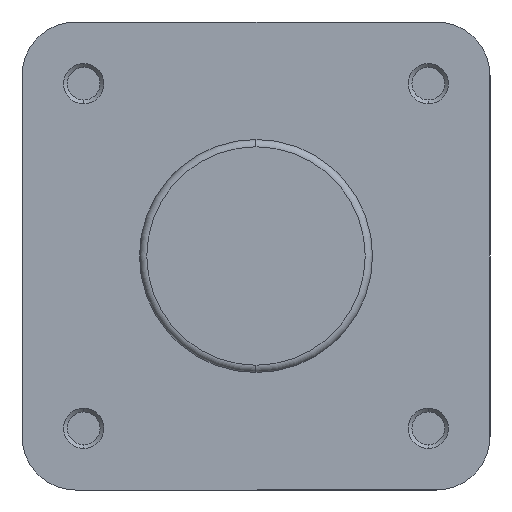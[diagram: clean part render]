
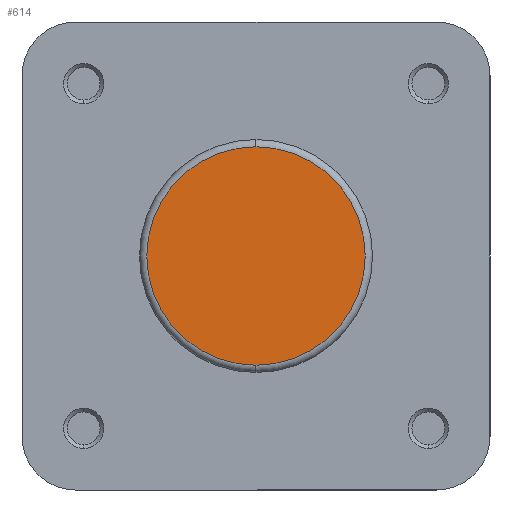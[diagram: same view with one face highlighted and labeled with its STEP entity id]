
A CAD part, left-side view. The second image highlights one B-rep face of the part: STEP entity #614.
In plain terms, the highlighted planar face has unit normal (-1, 0, 0).
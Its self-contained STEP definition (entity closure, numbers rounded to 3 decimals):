
#158 = CARTESIAN_POINT ( 'NONE',  ( 0., 0., 22.4 ) ) ;
#163 = CARTESIAN_POINT ( 'NONE',  ( 0., 0., -22.4 ) ) ;
#169 = VERTEX_POINT ( 'NONE', #163 ) ;
#174 = VERTEX_POINT ( 'NONE', #158 ) ;
#445 = EDGE_LOOP ( 'NONE', ( #1363, #1359 ) ) ;
#463 = FACE_OUTER_BOUND ( 'NONE', #445, .T. ) ;
#614 = ADVANCED_FACE ( 'NONE', ( #463 ), #1712, .F. ) ;
#1359 = ORIENTED_EDGE ( 'NONE', *, *, #4738, .T. ) ;
#1363 = ORIENTED_EDGE ( 'NONE', *, *, #4443, .T. ) ;
#1711 = CARTESIAN_POINT ( 'NONE',  ( 0., 23.9, 0. ) ) ;
#1712 = PLANE ( 'NONE',  #4764 ) ;
#1714 = DIRECTION ( 'NONE',  ( 1., 0., 0. ) ) ;
#1715 = DIRECTION ( 'NONE',  ( 0., 0., -1. ) ) ;
#2494 = CARTESIAN_POINT ( 'NONE',  ( 0., 0., 0. ) ) ;
#2495 = DIRECTION ( 'NONE',  ( -1., 0., 0. ) ) ;
#2496 = DIRECTION ( 'NONE',  ( 0., 0., -1. ) ) ;
#3282 = CARTESIAN_POINT ( 'NONE',  ( 0., 0., 0. ) ) ;
#3289 = DIRECTION ( 'NONE',  ( -1., 0., 0. ) ) ;
#3290 = DIRECTION ( 'NONE',  ( 0., 0., -1. ) ) ;
#3852 = CIRCLE ( 'NONE', #4996, 22.4 ) ;
#4266 = CIRCLE ( 'NONE', #5166, 22.4 ) ;
#4443 = EDGE_CURVE ( 'NONE', #169, #174, #3852, .T. ) ;
#4738 = EDGE_CURVE ( 'NONE', #174, #169, #4266, .T. ) ;
#4764 = AXIS2_PLACEMENT_3D ( 'NONE', #1711, #1714, #1715 ) ;
#4996 = AXIS2_PLACEMENT_3D ( 'NONE', #2494, #2495, #2496 ) ;
#5166 = AXIS2_PLACEMENT_3D ( 'NONE', #3282, #3289, #3290 ) ;
